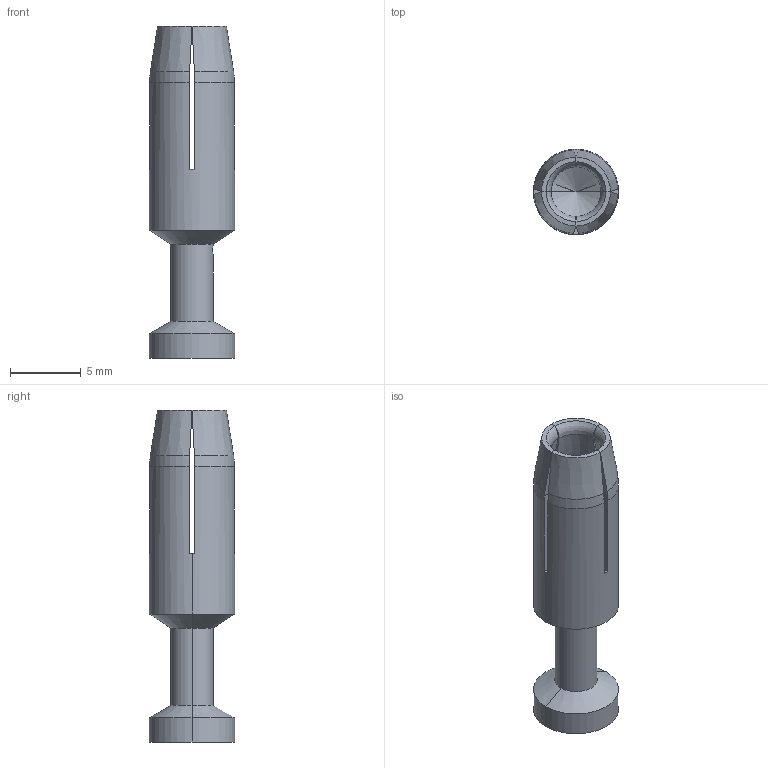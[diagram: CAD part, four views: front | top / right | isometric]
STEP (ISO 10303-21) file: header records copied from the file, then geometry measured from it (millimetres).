
FILE_DESCRIPTION((''),'2;1');
FILE_NAME('40A-F-6','2017-04-28T',('tl.yang'),(''),'PRO/ENGINEER BY PARAMETRIC TECHNOLOGY CORPORATION, 2011500','PRO/ENGINEER BY PARAMETRIC TECHNOLOGY CORPORATION, 2011500','');
FILE_SCHEMA(('CONFIG_CONTROL_DESIGN'));
Length unit declared in the file: millimetre
Products named in the file (1): 40A-F-6
Bounding box: 6 x 6 x 23.4 mm (x, y, z)
Volume: 295.2 mm3; surface area: 693.8 mm2
Topology: 1 solids, 1 shells, 60 faces, 174 edges, 104 vertices
Faces by surface type: plane 22, cone 18, cylinder 12, bspline 4, torus 4
Entity records: 2247 total; most frequent: CARTESIAN_POINT 727, ORIENTED_EDGE 340, DIRECTION 280, EDGE_CURVE 170, AXIS2_PLACEMENT_3D 110, VERTEX_POINT 104, EDGE_LOOP 62, VECTOR 60
